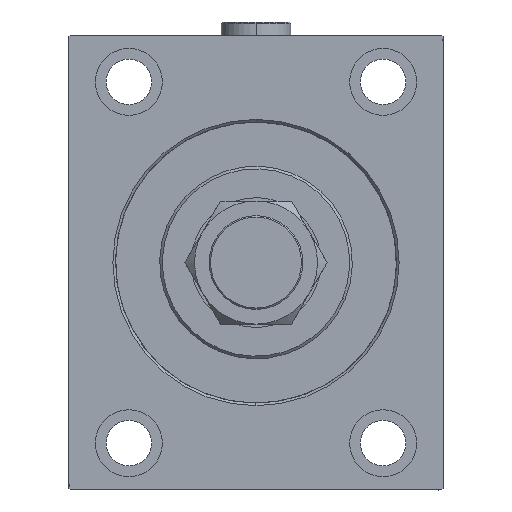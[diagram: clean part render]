
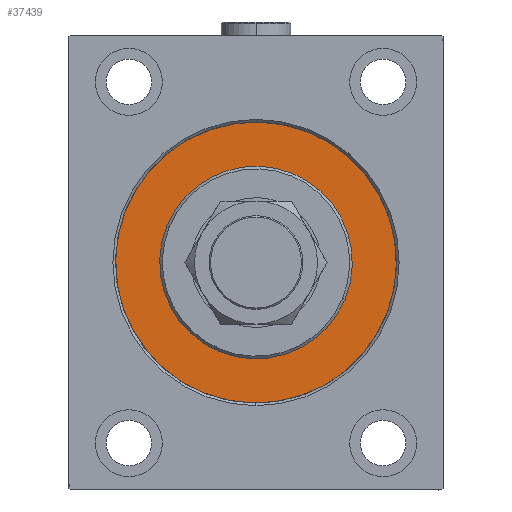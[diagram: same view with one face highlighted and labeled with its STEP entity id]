
A CAD part, left-side view. The second image highlights one B-rep face of the part: STEP entity #37439.
In plain terms, the highlighted face is planar.
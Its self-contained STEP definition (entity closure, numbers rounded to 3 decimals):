
#310 = ORIENTED_EDGE ( 'NONE', *, *, #26095, .F. ) ;
#825 = DIRECTION ( 'NONE',  ( 0., 0., 1. ) ) ;
#1065 = FACE_OUTER_BOUND ( 'NONE', #10707, .T. ) ;
#1531 = FACE_BOUND ( 'NONE', #18380, .T. ) ;
#1578 = AXIS2_PLACEMENT_3D ( 'NONE', #45095, #12482, #825 ) ;
#1751 = CARTESIAN_POINT ( 'NONE',  ( 0., 0., 52.5 ) ) ;
#5310 = EDGE_CURVE ( 'NONE', #41550, #23865, #46402, .T. ) ;
#5821 = CARTESIAN_POINT ( 'NONE',  ( 0., 0., 0. ) ) ;
#6029 = VERTEX_POINT ( 'NONE', #43207 ) ;
#6279 = DIRECTION ( 'NONE',  ( -1., 0., 0. ) ) ;
#7374 = CIRCLE ( 'NONE', #33987, 52.5 ) ;
#9570 = DIRECTION ( 'NONE',  ( 0., 0., -1. ) ) ;
#10620 = ORIENTED_EDGE ( 'NONE', *, *, #5310, .F. ) ;
#10707 = EDGE_LOOP ( 'NONE', ( #310, #10620 ) ) ;
#11423 = ORIENTED_EDGE ( 'NONE', *, *, #28296, .F. ) ;
#12482 = DIRECTION ( 'NONE',  ( -1., 0., 0. ) ) ;
#12520 = CARTESIAN_POINT ( 'NONE',  ( 0., 0., 0. ) ) ;
#12751 = EDGE_CURVE ( 'NONE', #6029, #38319, #15389, .T. ) ;
#14113 = CARTESIAN_POINT ( 'NONE',  ( 0., 0., 0. ) ) ;
#15389 = CIRCLE ( 'NONE', #42743, 36. ) ;
#17453 = DIRECTION ( 'NONE',  ( 0., 0., -1. ) ) ;
#18380 = EDGE_LOOP ( 'NONE', ( #11423, #22880 ) ) ;
#22880 = ORIENTED_EDGE ( 'NONE', *, *, #12751, .F. ) ;
#23865 = VERTEX_POINT ( 'NONE', #33229 ) ;
#25890 = AXIS2_PLACEMENT_3D ( 'NONE', #5821, #6279, #46251 ) ;
#26095 = EDGE_CURVE ( 'NONE', #23865, #41550, #7374, .T. ) ;
#28296 = EDGE_CURVE ( 'NONE', #38319, #6029, #34881, .T. ) ;
#28446 = CARTESIAN_POINT ( 'NONE',  ( 0., 0., 36. ) ) ;
#31942 = CARTESIAN_POINT ( 'NONE',  ( 0., 0., 0. ) ) ;
#33229 = CARTESIAN_POINT ( 'NONE',  ( 0., 0., -52.5 ) ) ;
#33987 = AXIS2_PLACEMENT_3D ( 'NONE', #12520, #41334, #44888 ) ;
#34881 = CIRCLE ( 'NONE', #36383, 36. ) ;
#35319 = DIRECTION ( 'NONE',  ( 1., 0., 0. ) ) ;
#36383 = AXIS2_PLACEMENT_3D ( 'NONE', #31942, #42199, #9570 ) ;
#37248 = PLANE ( 'NONE',  #1578 ) ;
#37439 = ADVANCED_FACE ( 'NONE', ( #1531, #1065 ), #37248, .F. ) ;
#38319 = VERTEX_POINT ( 'NONE', #28446 ) ;
#41334 = DIRECTION ( 'NONE',  ( -1., 0., 0. ) ) ;
#41550 = VERTEX_POINT ( 'NONE', #1751 ) ;
#42199 = DIRECTION ( 'NONE',  ( 1., 0., 0. ) ) ;
#42743 = AXIS2_PLACEMENT_3D ( 'NONE', #14113, #35319, #17453 ) ;
#43207 = CARTESIAN_POINT ( 'NONE',  ( 0., 0., -36. ) ) ;
#44888 = DIRECTION ( 'NONE',  ( 0., 0., 1. ) ) ;
#45095 = CARTESIAN_POINT ( 'NONE',  ( 0., 0., 0. ) ) ;
#46251 = DIRECTION ( 'NONE',  ( 0., 0., 1. ) ) ;
#46402 = CIRCLE ( 'NONE', #25890, 52.5 ) ;
